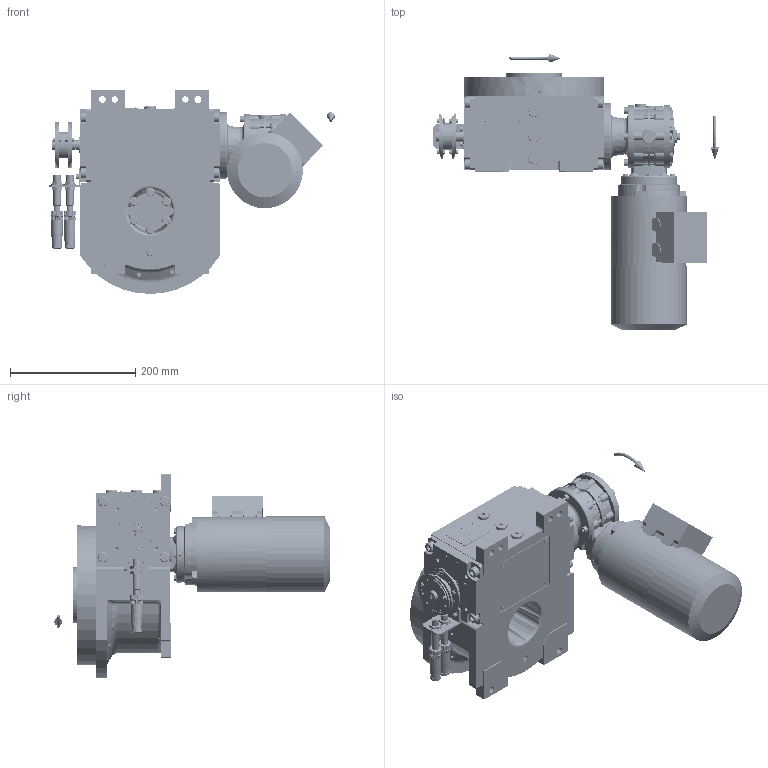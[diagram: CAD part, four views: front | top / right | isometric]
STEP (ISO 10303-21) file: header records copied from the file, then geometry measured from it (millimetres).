
FILE_DESCRIPTION (( 'STEP AP203' ), '1' );
FILE_NAME ('PC5201745.step', '2025-12-11T09:10:15', ( '' ), ( '' ), 'SwSTEP 2.0', 'SolidWorks 2020', '' );
FILE_SCHEMA (( 'CONFIG_CONTROL_DESIGN' ));
Length unit declared in the file: millimetre
Products named in the file (91): AS_rig06_016; cfn2000_01_103; RMI40_F1_LCB_DX_63B14; cfn2107_01_001; cfn2476_01_002_60x46; cfn2155_01_056; cfn2205_01_013; 900_38_10_028; cfn2073_01_012; cfn2003_01_054; CFN2000_01_185.stp; cfn2000_01_124; cfn2128_04_004; freccia_angolare; cfn2155_01_303; rig06_071_08_m_asm.stp; cfn2070_05_005; rig06_007_master; RIG06_005_ASM.stp; AS_cfn2400_04_024; cfn2115_02_194; olio_agip_blasia_150; cfn2000_01_161; AS_rig06_004; rig06_015; CFN2203_02_001.stp; CFN2104_02_017.stp; cfn2000_01_126; cfn2401_02_005; cfn2151_01_290; 900_00_00_005; 9004_2512; rig06_004; rig06_004_s_001; cfn2151_01_090; cfn2115_02_165; cfn2077_01_018; cfn2276_01_074; AS_rig06_015; AS_rig06_071_8_m ...
Assembly tree (88 placements, depth 5):
  cfn2205_01_013
  rig06_007_master
  olio_agip_blasia_150
  CFN2203_02_001.stp
  cfn2151_01_290
Bounding box: 455.5 x 439.49 x 325 mm (x, y, z)
Volume: 5762521.4 mm3; surface area: 1092917.1 mm2
Topology: 76 solids, 76 shells, 5901 faces, 15079 edges, 9593 vertices
Faces by surface type: plane 2710, cylinder 2049, cone 942, torus 171, bspline 23, sphere 6
Entity records: 166052 total; most frequent: CARTESIAN_POINT 41976, DIRECTION 24150, ORIENTED_EDGE 23782, EDGE_CURVE 11891, AXIS2_PLACEMENT_3D 8904, VERTEX_POINT 7647, LINE 6342, VECTOR 6342
